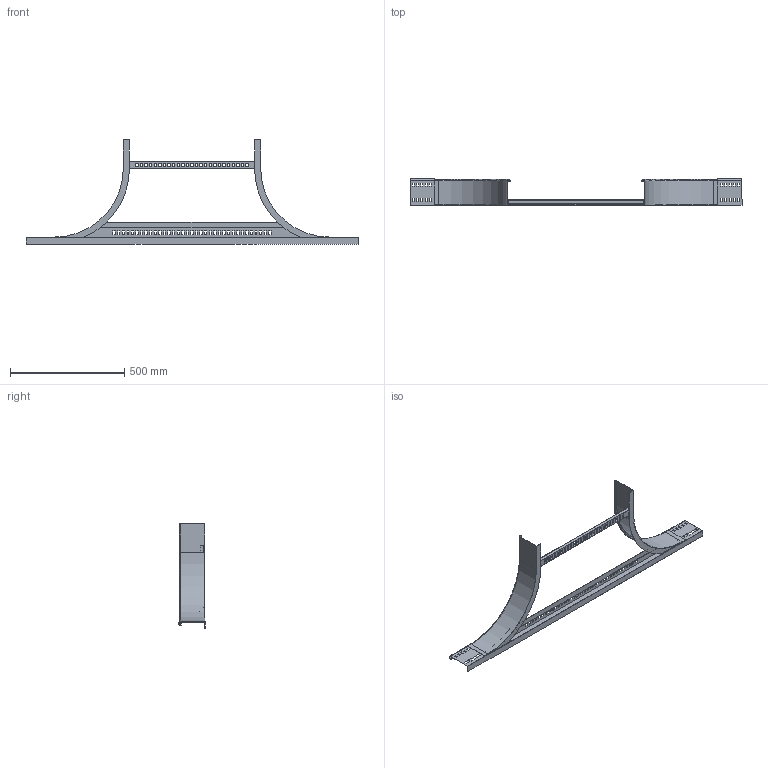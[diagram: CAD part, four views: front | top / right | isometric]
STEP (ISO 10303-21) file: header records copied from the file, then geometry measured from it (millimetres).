
FILE_DESCRIPTION (( 'STEP AP214' ), '1' );
FILE_NAME ('6225940.stp', '2017-03-27T08:42:59', ( '' ), ( '' ), 'SwSTEP 2.0', 'SolidWorks 2016', '' );
FILE_SCHEMA (( 'AUTOMOTIVE_DESIGN' ));
Length unit declared in the file: millimetre
Products named in the file (5): 087898_St》zprofil f〉 R300 NB600; 079986_L=0592; 087897_Innenholm 110xR300 re; 6225940; 087897_Innenholm 110xR300 li
Assembly tree (4 placements, depth 2):
  6225940
    087897_Innenholm 110xR300 re
    079986_L=0592
    087898_St》zprofil f〉 R300 NB600
    087897_Innenholm 110xR300 li
Bounding box: 1450 x 115 x 456.2 mm (x, y, z)
Volume: 668357.3 mm3; surface area: 797259.3 mm2
Topology: 4 solids, 4 shells, 508 faces, 1480 edges, 980 vertices
Faces by surface type: plane 392, cylinder 106, bspline 10
Entity records: 23478 total; most frequent: CARTESIAN_POINT 3813, ORIENTED_EDGE 2960, DIRECTION 2678, EDGE_CURVE 1480, LINE 1244, VECTOR 1244, VERTEX_POINT 980, AXIS2_PLACEMENT_3D 717
